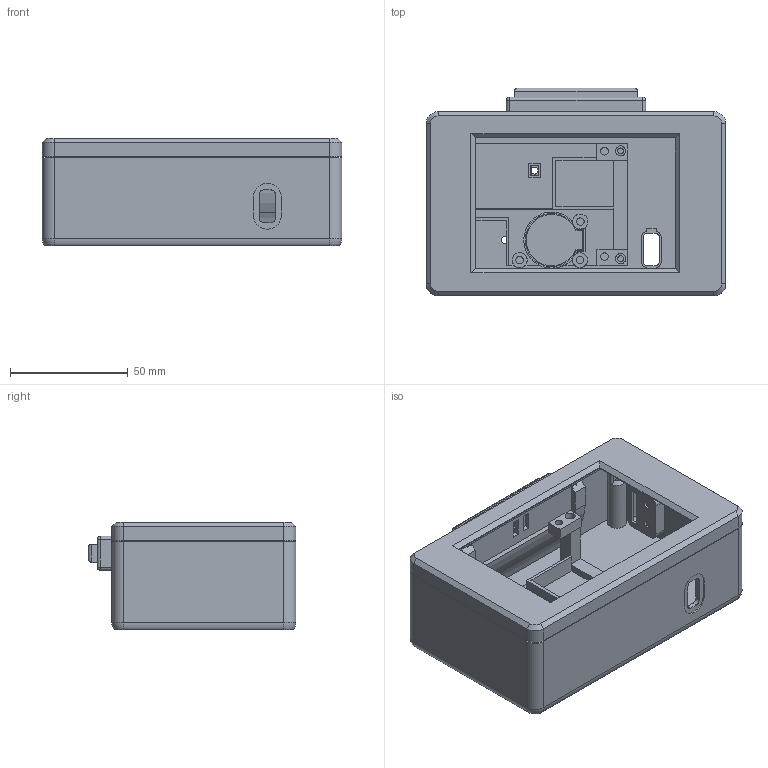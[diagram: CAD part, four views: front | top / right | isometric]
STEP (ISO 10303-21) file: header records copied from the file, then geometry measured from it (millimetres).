
FILE_DESCRIPTION(/* description */ (''),/* implementation_level */ '2;1');
FILE_NAME(/* name */ 'ESP32 Clock Case 4 inch v18.step',/* time_stamp */ '2025-11-15T04:00:47-05:00',/* author */ (''),/* organization */ (''),/* preprocessor_version */ 'ST-DEVELOPER v20.1',/* originating_system */ 'Autodesk Translation Framework v14.17.0.0',/* authorisation */ '');
FILE_SCHEMA (('AUTOMOTIVE_DESIGN { 1 0 10303 214 3 1 1 }'));
Length unit declared in the file: millimetre
Products named in the file (1): ESP32 Clock Case 4 inch
Bounding box: 127 x 88 x 45.74 mm (x, y, z)
Volume: 140959.9 mm3; surface area: 93238.4 mm2
Topology: 9 solids, 9 shells, 656 faces, 1734 edges, 1137 vertices
Faces by surface type: plane 408, cylinder 188, bspline 44, cone 8, sphere 8
Full cylindrical faces by diameter (mm): 2.5 x2, 2.9 x2, 3 x2, 3.2 x16, 3.5 x5, 4.3 x2, 5 x4, 6.4 x7, 6.5 x4, 8 x4
Entity records: 20772 total; most frequent: CARTESIAN_POINT 4320, ORIENTED_EDGE 3468, DIRECTION 3276, EDGE_CURVE 1734, LINE 1214, VECTOR 1214, VERTEX_POINT 1137, AXIS2_PLACEMENT_3D 1031
